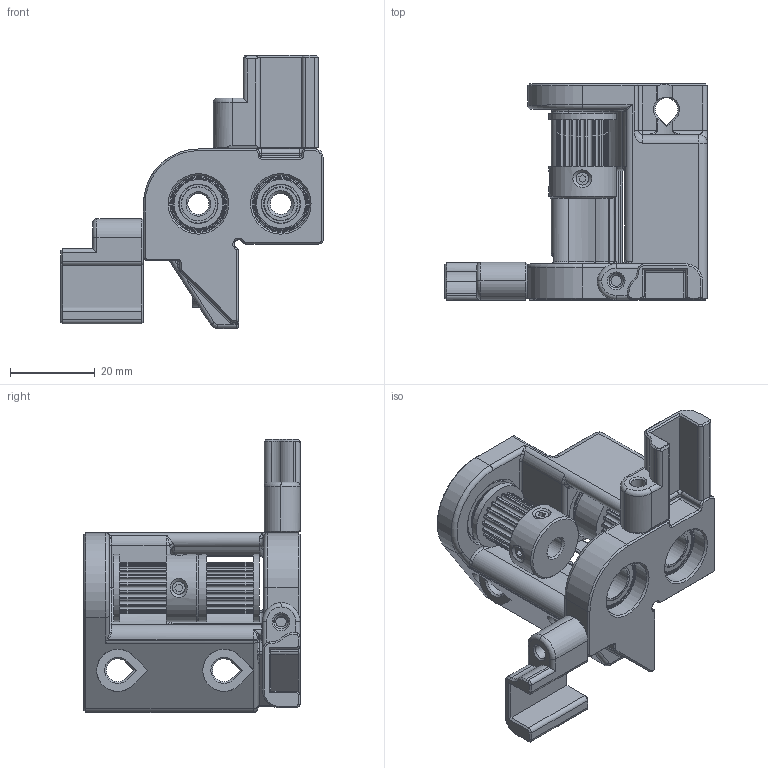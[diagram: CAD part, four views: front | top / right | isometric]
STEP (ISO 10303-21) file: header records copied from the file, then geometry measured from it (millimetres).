
FILE_DESCRIPTION(/* description */ (''),/* implementation_level */ '2;1');
FILE_NAME(/* name */ 'YDrive_MF148.step',/* time_stamp */ '2024-05-24T10:52:25-04:00',/* author */ (''),/* organization */ (''),/* preprocessor_version */ 'ST-DEVELOPER v20',/* originating_system */ 'Autodesk Translation Framework v13.14.0.145',/* authorisation */ '');
FILE_SCHEMA (('AUTOMOTIVE_DESIGN { 1 0 10303 214 3 1 1 }'));
Length unit declared in the file: millimetre
Products named in the file (8): YDrive_MF148_DoubleShearDoublePulley; X-MAX; Y-MIN; Bearings and Pulleys; Mellow GT2 20T 9mm Pulley; MF148-2Z; 7804K146_Stainless Steel Ball Bearing; YDrive_MF148
Assembly tree (11 placements, depth 4):
  YDrive_MF148_DoubleShearDoublePulley
    X-MAX
    Y-MIN
    Bearings and Pulleys
      MF148-2Z  x4
        7804K146_Stainless Steel Ball Bearing
      Mellow GT2 20T 9mm Pulley  x2
    YDrive_MF148
Bounding box: 62.03 x 51.1 x 64.62 mm (x, y, z)
Volume: 34553.2 mm3; surface area: 24230.2 mm2
Topology: 65 solids, 65 shells, 1059 faces, 2559 edges, 1584 vertices
Faces by surface type: cylinder 362, plane 355, cone 130, torus 113, bspline 52, sphere 47
Full cylindrical faces by diameter (mm): 2.5 x2, 3 x8, 3.4 x2, 5 x2, 8 x4, 9.2 x8, 9.3 x8, 12.08 x8, 12.8 x16, 13.5 x4, 13.84 x4, 14 x4, 15.6 x4, 16 x4, 17.1 x4
Entity records: 25333 total; most frequent: CARTESIAN_POINT 7652, DIRECTION 3769, ORIENTED_EDGE 3564, EDGE_CURVE 1782, AXIS2_PLACEMENT_3D 1415, VERTEX_POINT 1103, LINE 939, VECTOR 939
